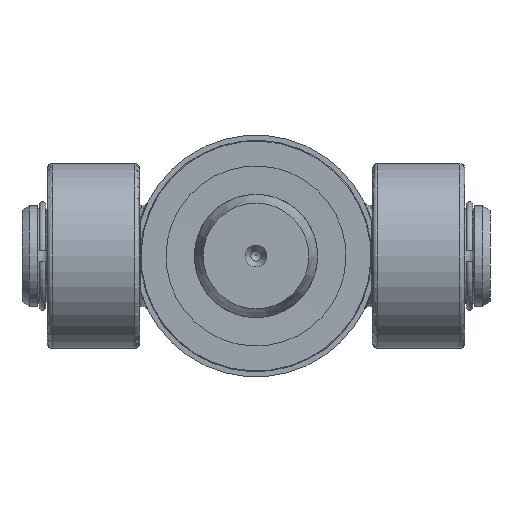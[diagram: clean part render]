
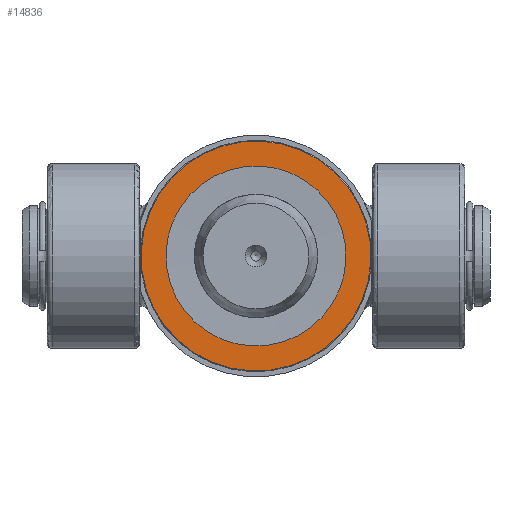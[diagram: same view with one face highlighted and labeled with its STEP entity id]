
A CAD part, front view. The second image highlights one B-rep face of the part: STEP entity #14836.
In plain terms, the highlighted face is planar.
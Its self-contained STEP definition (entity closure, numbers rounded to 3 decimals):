
#3285=PLANE('',#15932);
#3660=FACE_BOUND('',#5057,.T.);
#4139=FACE_OUTER_BOUND('',#5056,.T.);
#5056=EDGE_LOOP('',(#11990));
#5057=EDGE_LOOP('',(#11991));
#5778=CIRCLE('',#15931,44.7);
#5779=CIRCLE('',#15933,35.);
#6745=VERTEX_POINT('',#26732);
#6746=VERTEX_POINT('',#26735);
#8624=EDGE_CURVE('',#6745,#6745,#5778,.T.);
#8625=EDGE_CURVE('',#6746,#6746,#5779,.T.);
#11990=ORIENTED_EDGE('',*,*,#8624,.F.);
#11991=ORIENTED_EDGE('',*,*,#8625,.T.);
#14836=ADVANCED_FACE('',(#4139,#3660),#3285,.F.);
#15931=AXIS2_PLACEMENT_3D('',#26733,#18060,#18061);
#15932=AXIS2_PLACEMENT_3D('',#26734,#18062,#18063);
#15933=AXIS2_PLACEMENT_3D('',#26736,#18064,#18065);
#18060=DIRECTION('center_axis',(0.,0.,1.));
#18061=DIRECTION('ref_axis',(-1.,0.,0.));
#18062=DIRECTION('center_axis',(0.,0.,1.));
#18063=DIRECTION('ref_axis',(1.,0.,0.));
#18064=DIRECTION('center_axis',(0.,0.,1.));
#18065=DIRECTION('ref_axis',(0.,-1.,0.));
#26732=CARTESIAN_POINT('',(44.7,0.,0.));
#26733=CARTESIAN_POINT('Origin',(0.,0.,0.));
#26734=CARTESIAN_POINT('Origin',(0.,0.,0.));
#26735=CARTESIAN_POINT('',(0.,-35.,0.));
#26736=CARTESIAN_POINT('Origin',(0.,0.,0.));
